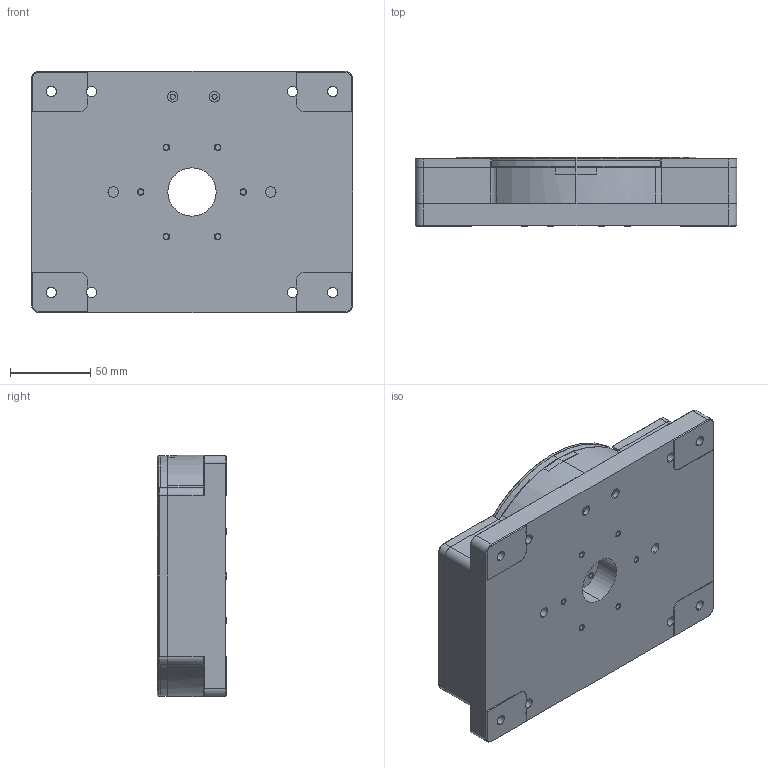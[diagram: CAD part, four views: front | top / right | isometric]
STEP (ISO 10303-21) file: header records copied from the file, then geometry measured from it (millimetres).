
FILE_DESCRIPTION (( 'STEP AP203' ), '1' );
FILE_NAME ('GU-RS-150旋转台 150台面.STEP', '2018-10-26T09:05:12', ( 'user' ), ( '微软中国' ), 'SwSTEP 2.0', 'SolidWorks 2016', '' );
FILE_SCHEMA (( 'CONFIG_CONTROL_DESIGN' ));
Length unit declared in the file: millimetre
Products named in the file (1): GU-RS-150唅蛌怢 150怢醱
Bounding box: 200 x 43 x 150 mm (x, y, z)
Surface area: 180908 mm2 (no closed solid volume)
Topology: 0 solids, 76 shells, 1185 faces, 3096 edges, 1990 vertices
Faces by surface type: cylinder 488, plane 418, cone 170, bspline 109
Entity records: 49630 total; most frequent: CARTESIAN_POINT 22057, ORIENTED_EDGE 5774, DIRECTION 5158, EDGE_CURVE 3019, VERTEX_POINT 1990, AXIS2_PLACEMENT_3D 1910, EDGE_LOOP 1421, VECTOR 1338
